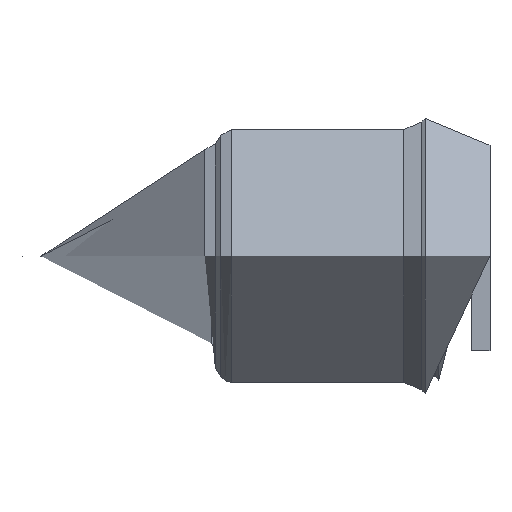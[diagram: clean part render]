
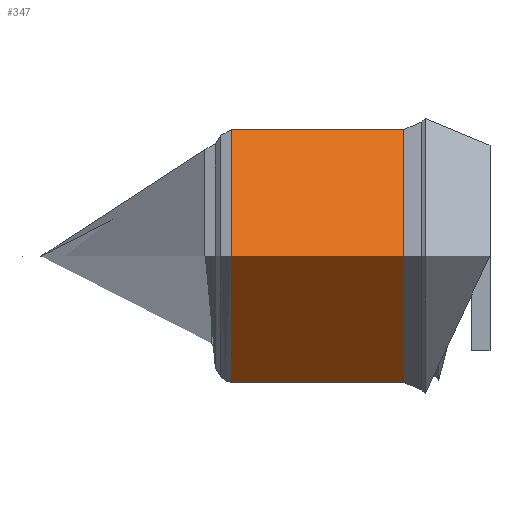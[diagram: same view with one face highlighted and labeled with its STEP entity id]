
A CAD part, top view. The second image highlights one B-rep face of the part: STEP entity #347.
In plain terms, the highlighted free-form (B-spline) face has degree [1, 2] with [2, 9] control points.
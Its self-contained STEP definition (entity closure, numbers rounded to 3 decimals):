
#287 = VERTEX_POINT('',#288);
#288 = CARTESIAN_POINT('',(52.554,0.,10.));
#294 = EDGE_CURVE('',#295,#287,#297,.T.);
#295 = VERTEX_POINT('',#296);
#296 = CARTESIAN_POINT('',(52.554,10.,0.));
#297 = ( BOUNDED_CURVE() B_SPLINE_CURVE(2,(#298,#299,#300),
.UNSPECIFIED.,.F.,.F.) B_SPLINE_CURVE_WITH_KNOTS((3,3),(-3.142,
-1.571),.PIECEWISE_BEZIER_KNOTS.) CURVE() 
GEOMETRIC_REPRESENTATION_ITEM() RATIONAL_B_SPLINE_CURVE((1.,
0.707,1.)) REPRESENTATION_ITEM('') );
#298 = CARTESIAN_POINT('',(52.554,10.,0.));
#299 = CARTESIAN_POINT('',(52.554,10.,10.));
#300 = CARTESIAN_POINT('',(52.554,0.,10.));
#302 = EDGE_CURVE('',#303,#295,#305,.T.);
#303 = VERTEX_POINT('',#304);
#304 = CARTESIAN_POINT('',(52.554,-10.,0.));
#305 = ( BOUNDED_CURVE() B_SPLINE_CURVE(2,(#306,#307,#308,#309,#310),
.UNSPECIFIED.,.F.,.F.) B_SPLINE_CURVE_WITH_KNOTS((3,2,3),(
    0.,1.571,3.142),.UNSPECIFIED.) 
CURVE() GEOMETRIC_REPRESENTATION_ITEM() RATIONAL_B_SPLINE_CURVE((1.,
0.707,1.,0.707,1.)) REPRESENTATION_ITEM('') );
#306 = CARTESIAN_POINT('',(52.554,-10.,0.));
#307 = CARTESIAN_POINT('',(52.554,-10.,-10.));
#308 = CARTESIAN_POINT('',(52.554,0.,-10.));
#309 = CARTESIAN_POINT('',(52.554,10.,-10.));
#310 = CARTESIAN_POINT('',(52.554,10.,0.));
#312 = EDGE_CURVE('',#287,#303,#313,.T.);
#313 = ( BOUNDED_CURVE() B_SPLINE_CURVE(2,(#314,#315,#316),
.UNSPECIFIED.,.F.,.F.) B_SPLINE_CURVE_WITH_KNOTS((3,3),(-1.571,
0.),.PIECEWISE_BEZIER_KNOTS.) CURVE() 
GEOMETRIC_REPRESENTATION_ITEM() RATIONAL_B_SPLINE_CURVE((1.,
0.707,1.)) REPRESENTATION_ITEM('') );
#314 = CARTESIAN_POINT('',(52.554,0.,10.));
#315 = CARTESIAN_POINT('',(52.554,-10.,10.));
#316 = CARTESIAN_POINT('',(52.554,-10.,0.));
#347 = ADVANCED_FACE('',(#348),#385,.T.);
#348 = FACE_BOUND('',#349,.T.);
#349 = EDGE_LOOP('',(#350,#351,#352,#359,#367,#375,#383,#384));
#350 = ORIENTED_EDGE('',*,*,#294,.T.);
#351 = ORIENTED_EDGE('',*,*,#312,.T.);
#352 = ORIENTED_EDGE('',*,*,#353,.T.);
#353 = EDGE_CURVE('',#303,#354,#356,.T.);
#354 = VERTEX_POINT('',#355);
#355 = CARTESIAN_POINT('',(66.179,-10.,0.));
#356 = B_SPLINE_CURVE_WITH_KNOTS('',1,(#357,#358),.UNSPECIFIED.,.F.,.F.,
  (2,2),(-0.654,0.709),.PIECEWISE_BEZIER_KNOTS.);
#357 = CARTESIAN_POINT('',(52.554,-10.,0.));
#358 = CARTESIAN_POINT('',(66.179,-10.,0.));
#359 = ORIENTED_EDGE('',*,*,#360,.F.);
#360 = EDGE_CURVE('',#361,#354,#363,.T.);
#361 = VERTEX_POINT('',#362);
#362 = CARTESIAN_POINT('',(66.179,0.,10.));
#363 = ( BOUNDED_CURVE() B_SPLINE_CURVE(2,(#364,#365,#366),
.UNSPECIFIED.,.F.,.F.) B_SPLINE_CURVE_WITH_KNOTS((3,3),(1.571,
3.142),.PIECEWISE_BEZIER_KNOTS.) CURVE() 
GEOMETRIC_REPRESENTATION_ITEM() RATIONAL_B_SPLINE_CURVE((1.,
0.707,1.)) REPRESENTATION_ITEM('') );
#364 = CARTESIAN_POINT('',(66.179,0.,10.));
#365 = CARTESIAN_POINT('',(66.179,-10.,10.));
#366 = CARTESIAN_POINT('',(66.179,-10.,0.));
#367 = ORIENTED_EDGE('',*,*,#368,.F.);
#368 = EDGE_CURVE('',#369,#361,#371,.T.);
#369 = VERTEX_POINT('',#370);
#370 = CARTESIAN_POINT('',(66.179,10.,0.));
#371 = ( BOUNDED_CURVE() B_SPLINE_CURVE(2,(#372,#373,#374),
.UNSPECIFIED.,.F.,.F.) B_SPLINE_CURVE_WITH_KNOTS((3,3),(0.,
1.571),.PIECEWISE_BEZIER_KNOTS.) CURVE() 
GEOMETRIC_REPRESENTATION_ITEM() RATIONAL_B_SPLINE_CURVE((1.,
0.707,1.)) REPRESENTATION_ITEM('') );
#372 = CARTESIAN_POINT('',(66.179,10.,0.));
#373 = CARTESIAN_POINT('',(66.179,10.,10.));
#374 = CARTESIAN_POINT('',(66.179,0.,10.));
#375 = ORIENTED_EDGE('',*,*,#376,.F.);
#376 = EDGE_CURVE('',#354,#369,#377,.T.);
#377 = ( BOUNDED_CURVE() B_SPLINE_CURVE(2,(#378,#379,#380,#381,#382),
.UNSPECIFIED.,.F.,.F.) B_SPLINE_CURVE_WITH_KNOTS((3,2,3),(3.142,
4.712,6.283),.PIECEWISE_BEZIER_KNOTS.) CURVE() 
GEOMETRIC_REPRESENTATION_ITEM() RATIONAL_B_SPLINE_CURVE((1.,
0.707,1.,0.707,1.)) REPRESENTATION_ITEM('') );
#378 = CARTESIAN_POINT('',(66.179,-10.,0.));
#379 = CARTESIAN_POINT('',(66.179,-10.,-10.));
#380 = CARTESIAN_POINT('',(66.179,0.,-10.));
#381 = CARTESIAN_POINT('',(66.179,10.,-10.));
#382 = CARTESIAN_POINT('',(66.179,10.,0.));
#383 = ORIENTED_EDGE('',*,*,#353,.F.);
#384 = ORIENTED_EDGE('',*,*,#302,.T.);
#385 = ( BOUNDED_SURFACE() B_SPLINE_SURFACE(1,2,(
    (#386,#387,#388,#389,#390,#391,#392,#393,#394)
    ,(#395,#396,#397,#398,#399,#400,#401,#402,#403
)),.UNSPECIFIED.,.F.,.T.,.F.) B_SPLINE_SURFACE_WITH_KNOTS((2,2),(1,2,2,2
    ,2,2,1),(-0.709,0.654),(-4.712,
    -3.142,-1.571,0.,1.571,3.142,
4.712),.UNSPECIFIED.) GEOMETRIC_REPRESENTATION_ITEM() 
RATIONAL_B_SPLINE_SURFACE((
    (1.,0.707,1.,0.707,1.,0.707,1.
      ,0.707,1.)
    ,(1.,0.707,1.,0.707,1.,0.707,1.
,0.707,1.))) REPRESENTATION_ITEM('') SURFACE() );
#386 = CARTESIAN_POINT('',(66.179,-10.,0.));
#387 = CARTESIAN_POINT('',(66.179,-10.,-10.));
#388 = CARTESIAN_POINT('',(66.179,0.,-10.));
#389 = CARTESIAN_POINT('',(66.179,10.,-10.));
#390 = CARTESIAN_POINT('',(66.179,10.,0.));
#391 = CARTESIAN_POINT('',(66.179,10.,10.));
#392 = CARTESIAN_POINT('',(66.179,0.,10.));
#393 = CARTESIAN_POINT('',(66.179,-10.,10.));
#394 = CARTESIAN_POINT('',(66.179,-10.,0.));
#395 = CARTESIAN_POINT('',(52.554,-10.,0.));
#396 = CARTESIAN_POINT('',(52.554,-10.,-10.));
#397 = CARTESIAN_POINT('',(52.554,0.,-10.));
#398 = CARTESIAN_POINT('',(52.554,10.,-10.));
#399 = CARTESIAN_POINT('',(52.554,10.,0.));
#400 = CARTESIAN_POINT('',(52.554,10.,10.));
#401 = CARTESIAN_POINT('',(52.554,0.,10.));
#402 = CARTESIAN_POINT('',(52.554,-10.,10.));
#403 = CARTESIAN_POINT('',(52.554,-10.,0.));
